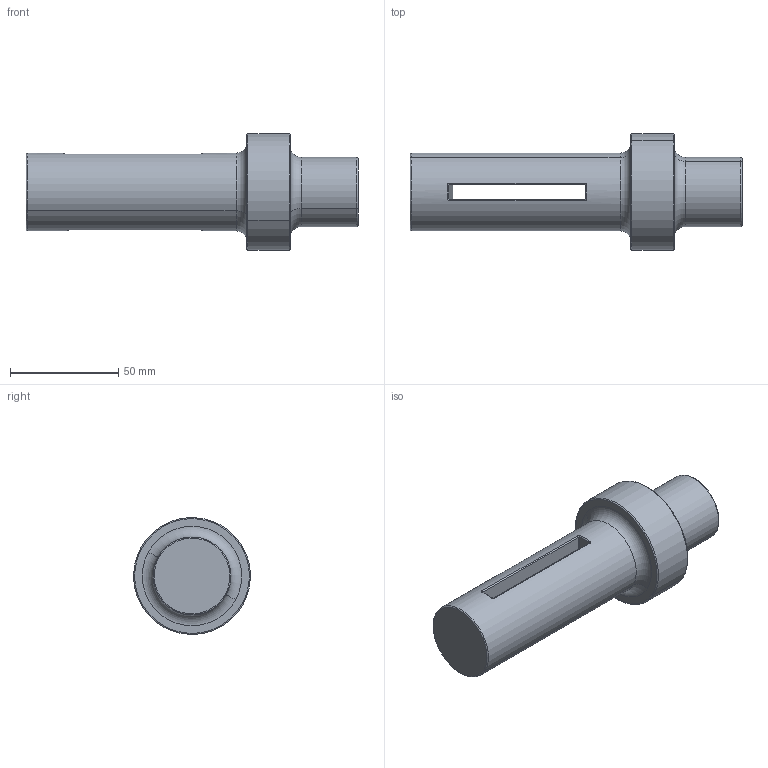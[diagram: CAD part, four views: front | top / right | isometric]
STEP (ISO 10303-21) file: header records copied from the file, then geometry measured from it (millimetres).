
FILE_DESCRIPTION(('CATIA V5 STEP Exchange'),'2;1');
FILE_NAME('Spigot.stp','2022-03-20T02:02:21+00:00',('none'),('none'),'CATIA Version 5 Release 21 GA (IN-10)','CATIA V5 STEP AP203','none');
FILE_SCHEMA(('CONFIG_CONTROL_DESIGN'));
Length unit declared in the file: millimetre
Products named in the file (1): Spigot
Bounding box: 153.31 x 53.98 x 53.98 mm (x, y, z)
Volume: 160408.2 mm3; surface area: 25999.3 mm2
Topology: 1 solids, 1 shells, 46 faces, 98 edges, 56 vertices
Faces by surface type: torus 14, cylinder 14, bspline 10, plane 8
Entity records: 1787 total; most frequent: CARTESIAN_POINT 862, ORIENTED_EDGE 196, DIRECTION 136, EDGE_CURVE 98, AXIS2_PLACEMENT_3D 82, VERTEX_POINT 56, EDGE_LOOP 50, CIRCLE 48
